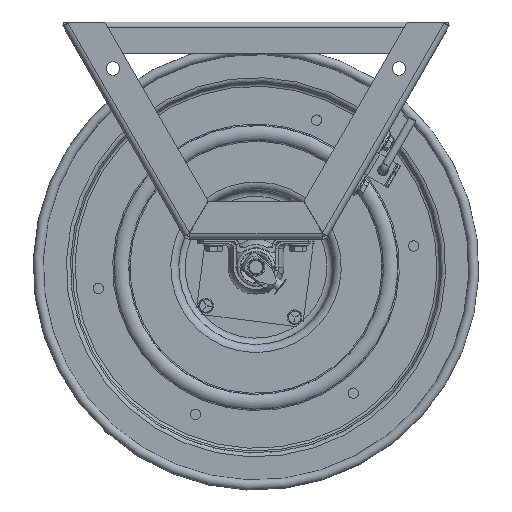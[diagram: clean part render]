
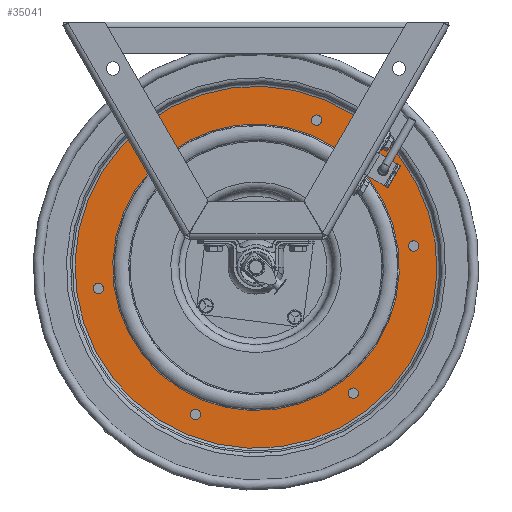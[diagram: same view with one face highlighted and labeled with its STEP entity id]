
A CAD part, front view. The second image highlights one B-rep face of the part: STEP entity #35041.
In plain terms, the highlighted planar face has unit normal (0, -1, 0).
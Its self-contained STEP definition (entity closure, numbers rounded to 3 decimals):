
#2219=FACE_BOUND('',#5853,.T.);
#2220=FACE_BOUND('',#5854,.T.);
#2221=FACE_BOUND('',#5855,.T.);
#2222=FACE_BOUND('',#5856,.T.);
#2223=FACE_BOUND('',#5857,.T.);
#2224=FACE_BOUND('',#5858,.T.);
#2225=FACE_BOUND('',#5859,.T.);
#2788=PLANE('',#37514);
#4067=FACE_OUTER_BOUND('',#5852,.T.);
#5852=EDGE_LOOP('',(#29414,#29415));
#5853=EDGE_LOOP('',(#29416,#29417));
#5854=EDGE_LOOP('',(#29418));
#5855=EDGE_LOOP('',(#29419));
#5856=EDGE_LOOP('',(#29420));
#5857=EDGE_LOOP('',(#29421));
#5858=EDGE_LOOP('',(#29422));
#5859=EDGE_LOOP('',(#29423));
#12533=CIRCLE('',#37511,5.667);
#12535=CIRCLE('',#37513,5.667);
#12536=CIRCLE('',#37515,7.159);
#12537=CIRCLE('',#37516,7.159);
#12538=CIRCLE('',#37517,0.205);
#12539=CIRCLE('',#37518,0.205);
#12540=CIRCLE('',#37519,0.205);
#12541=CIRCLE('',#37520,0.205);
#12542=CIRCLE('',#37521,0.205);
#12543=CIRCLE('',#37522,0.205);
#16160=VERTEX_POINT('',#67225);
#16161=VERTEX_POINT('',#67226);
#16162=VERTEX_POINT('',#67231);
#16163=VERTEX_POINT('',#67232);
#16164=VERTEX_POINT('',#67235);
#16165=VERTEX_POINT('',#67237);
#16166=VERTEX_POINT('',#67239);
#16167=VERTEX_POINT('',#67241);
#16168=VERTEX_POINT('',#67243);
#16169=VERTEX_POINT('',#67245);
#21332=EDGE_CURVE('',#16160,#16161,#12533,.T.);
#21334=EDGE_CURVE('',#16161,#16160,#12535,.T.);
#21335=EDGE_CURVE('',#16162,#16163,#12536,.T.);
#21336=EDGE_CURVE('',#16163,#16162,#12537,.T.);
#21337=EDGE_CURVE('',#16164,#16164,#12538,.T.);
#21338=EDGE_CURVE('',#16165,#16165,#12539,.T.);
#21339=EDGE_CURVE('',#16166,#16166,#12540,.T.);
#21340=EDGE_CURVE('',#16167,#16167,#12541,.T.);
#21341=EDGE_CURVE('',#16168,#16168,#12542,.T.);
#21342=EDGE_CURVE('',#16169,#16169,#12543,.T.);
#29414=ORIENTED_EDGE('',*,*,#21335,.T.);
#29415=ORIENTED_EDGE('',*,*,#21336,.T.);
#29416=ORIENTED_EDGE('',*,*,#21332,.F.);
#29417=ORIENTED_EDGE('',*,*,#21334,.F.);
#29418=ORIENTED_EDGE('',*,*,#21337,.T.);
#29419=ORIENTED_EDGE('',*,*,#21338,.T.);
#29420=ORIENTED_EDGE('',*,*,#21339,.T.);
#29421=ORIENTED_EDGE('',*,*,#21340,.T.);
#29422=ORIENTED_EDGE('',*,*,#21341,.T.);
#29423=ORIENTED_EDGE('',*,*,#21342,.T.);
#35041=ADVANCED_FACE('',(#4067,#2219,#2220,#2221,#2222,#2223,#2224,#2225),
#2788,.T.);
#37511=AXIS2_PLACEMENT_3D('',#67227,#44017,#44018);
#37513=AXIS2_PLACEMENT_3D('',#67229,#44021,#44022);
#37514=AXIS2_PLACEMENT_3D('',#67230,#44023,#44024);
#37515=AXIS2_PLACEMENT_3D('',#67233,#44025,#44026);
#37516=AXIS2_PLACEMENT_3D('',#67234,#44027,#44028);
#37517=AXIS2_PLACEMENT_3D('',#67236,#44029,#44030);
#37518=AXIS2_PLACEMENT_3D('',#67238,#44031,#44032);
#37519=AXIS2_PLACEMENT_3D('',#67240,#44033,#44034);
#37520=AXIS2_PLACEMENT_3D('',#67242,#44035,#44036);
#37521=AXIS2_PLACEMENT_3D('',#67244,#44037,#44038);
#37522=AXIS2_PLACEMENT_3D('',#67246,#44039,#44040);
#44017=DIRECTION('center_axis',(0.,-1.,0.));
#44018=DIRECTION('ref_axis',(0.792,0.,0.611));
#44021=DIRECTION('center_axis',(0.,-1.,0.));
#44022=DIRECTION('ref_axis',(0.792,0.,0.611));
#44023=DIRECTION('center_axis',(0.,-1.,0.));
#44024=DIRECTION('ref_axis',(0.611,0.,-0.792));
#44025=DIRECTION('center_axis',(0.,-1.,0.));
#44026=DIRECTION('ref_axis',(0.792,0.,0.611));
#44027=DIRECTION('center_axis',(0.,-1.,0.));
#44028=DIRECTION('ref_axis',(0.792,0.,0.611));
#44029=DIRECTION('center_axis',(0.,1.,0.));
#44030=DIRECTION('ref_axis',(-0.792,0.,-0.611));
#44031=DIRECTION('center_axis',(0.,1.,0.));
#44032=DIRECTION('ref_axis',(-0.925,0.,0.38));
#44033=DIRECTION('center_axis',(0.,1.,0.));
#44034=DIRECTION('ref_axis',(-0.133,0.,0.991));
#44035=DIRECTION('center_axis',(0.,1.,0.));
#44036=DIRECTION('ref_axis',(0.792,0.,0.611));
#44037=DIRECTION('center_axis',(0.,1.,0.));
#44038=DIRECTION('ref_axis',(0.925,0.,-0.38));
#44039=DIRECTION('center_axis',(0.,1.,0.));
#44040=DIRECTION('ref_axis',(0.133,0.,-0.991));
#67225=CARTESIAN_POINT('',(4.486,-4.153,3.453));
#67226=CARTESIAN_POINT('',(-3.463,-4.153,4.476));
#67227=CARTESIAN_POINT('Origin',(0.,-4.153,
-0.01));
#67229=CARTESIAN_POINT('Origin',(0.,-4.153,
-0.01));
#67230=CARTESIAN_POINT('Origin',(5.076,-4.153,3.909));
#67231=CARTESIAN_POINT('',(5.667,-4.153,4.365));
#67232=CARTESIAN_POINT('',(-4.375,-4.153,5.657));
#67233=CARTESIAN_POINT('Origin',(0.,-4.153,
-0.01));
#67234=CARTESIAN_POINT('Origin',(0.,-4.153,
-0.01));
#67235=CARTESIAN_POINT('',(-3.682,-4.153,5.094));
#67236=CARTESIAN_POINT('Origin',(-3.844,-4.153,4.969));
#67237=CARTESIAN_POINT('',(2.579,-4.153,5.73));
#67238=CARTESIAN_POINT('Origin',(2.39,-4.153,5.808));
#67239=CARTESIAN_POINT('',(6.261,-4.153,0.626));
#67240=CARTESIAN_POINT('Origin',(6.234,-4.153,0.83));
#67241=CARTESIAN_POINT('',(3.682,-4.153,-5.114));
#67242=CARTESIAN_POINT('Origin',(3.844,-4.153,-4.989));
#67243=CARTESIAN_POINT('',(-2.579,-4.153,-5.75));
#67244=CARTESIAN_POINT('Origin',(-2.39,-4.153,-5.828));
#67245=CARTESIAN_POINT('',(-6.261,-4.153,-0.646));
#67246=CARTESIAN_POINT('Origin',(-6.234,-4.153,-0.85));
